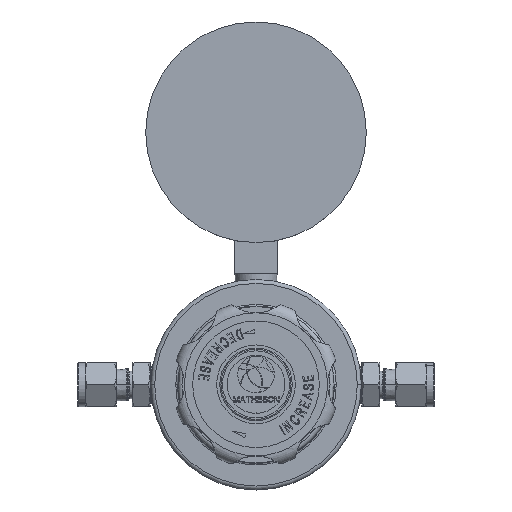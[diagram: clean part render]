
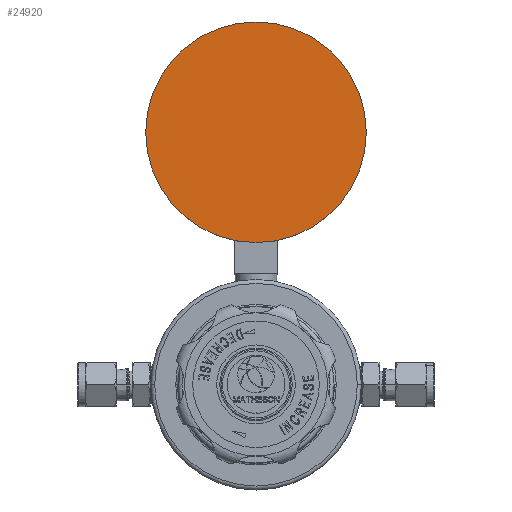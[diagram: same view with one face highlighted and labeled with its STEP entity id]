
A CAD part, top view. The second image highlights one B-rep face of the part: STEP entity #24920.
In plain terms, the highlighted planar face has unit normal (0, 0, 1).
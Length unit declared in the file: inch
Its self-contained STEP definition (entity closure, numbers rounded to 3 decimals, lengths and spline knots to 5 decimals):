
#24667=CARTESIAN_POINT('',(0.,0.,0.36));
#24668=DIRECTION('',(0.,0.,1.));
#24669=DIRECTION('',(-1.,0.,0.));
#24670=AXIS2_PLACEMENT_3D('',#24667,#24668,#24669);
#24672=CARTESIAN_POINT('',(0.,0.,0.36));
#24673=DIRECTION('',(0.,0.,1.));
#24674=DIRECTION('',(1.,0.,0.));
#24675=AXIS2_PLACEMENT_3D('',#24672,#24673,#24674);
#24710=CARTESIAN_POINT('',(1.415,0.,0.36));
#24712=VERTEX_POINT('',#24710);
#24714=CARTESIAN_POINT('',(-1.415,0.,0.36));
#24716=VERTEX_POINT('',#24714);
#24910=CARTESIAN_POINT('',(0.,0.,0.36));
#24911=DIRECTION('',(0.,0.,-1.));
#24912=DIRECTION('',(-1.,0.,0.));
#24913=AXIS2_PLACEMENT_3D('',#24910,#24911,#24912);
#24914=PLANE('',#24913);
#24916=ORIENTED_EDGE('',*,*,#24915,.F.);
#24917=ORIENTED_EDGE('',*,*,#24900,.F.);
#24918=EDGE_LOOP('',(#24916,#24917));
#24919=FACE_OUTER_BOUND('',#24918,.F.);
#24920=ADVANCED_FACE('',(#24919),#24914,.F.);
#24671=CIRCLE('',#24670,1.415);
#24676=CIRCLE('',#24675,1.415);
#24900=EDGE_CURVE('',#24712,#24716,#24676,.T.);
#24915=EDGE_CURVE('',#24716,#24712,#24671,.T.);
